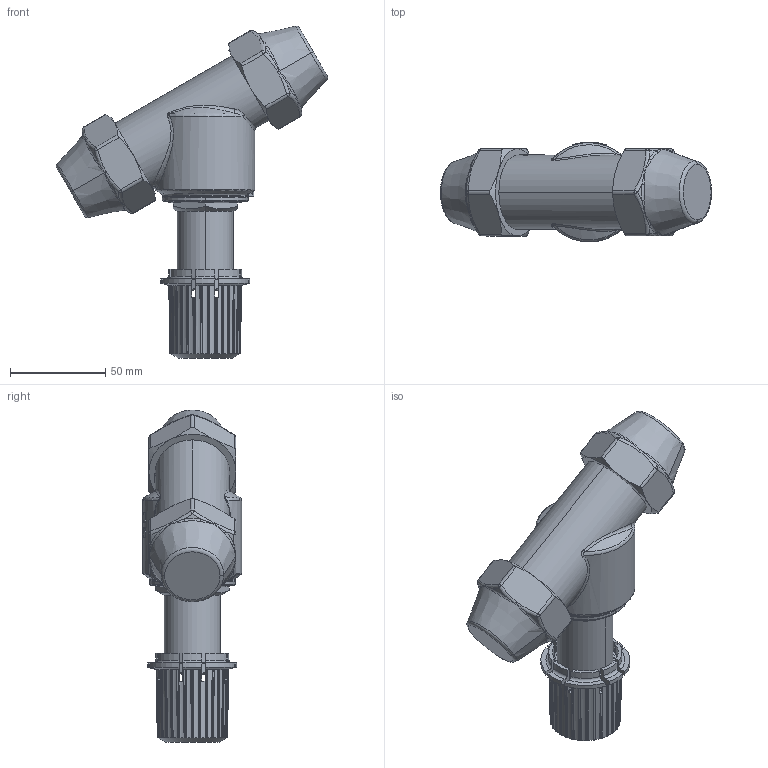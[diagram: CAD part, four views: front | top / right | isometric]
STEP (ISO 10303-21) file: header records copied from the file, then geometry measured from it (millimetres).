
FILE_DESCRIPTION((''),'2;1');
FILE_NAME('003L6128-BIM_SW0001','2023-05-15T10:28:30',('F09560'),(''),'CREO PARAMETRIC BY PTC INC, 2022124','CREO PARAMETRIC BY PTC INC, 2022124','');
FILE_SCHEMA(('AUTOMOTIVE_DESIGN { 1 0 10303 214 1 1 1 1 }'));
Length unit declared in the file: millimetre
Products named in the file (1): 003L6128-BIM_SW0001
Bounding box: 142.38 x 52.38 x 174.35 mm (x, y, z)
Volume: 211796.3 mm3; surface area: 65216.3 mm2
Topology: 1 solids, 1 shells, 913 faces, 2513 edges, 1612 vertices
Faces by surface type: cylinder 233, plane 216, bspline 215, cone 113, extrusion 78, torus 45, sphere 13
Entity records: 55376 total; most frequent: CARTESIAN_POINT 30836, ORIENTED_EDGE 5026, DIRECTION 3177, EDGE_CURVE 2513, VERTEX_POINT 1612, B_SPLINE_CURVE_WITH_KNOTS 1339, AXIS2_PLACEMENT_3D 1213, EDGE_LOOP 943
